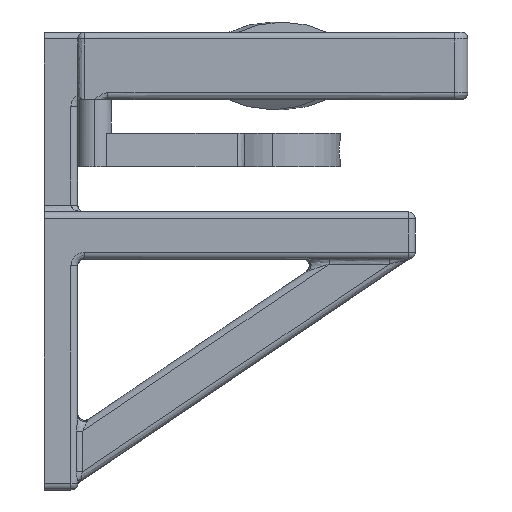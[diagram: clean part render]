
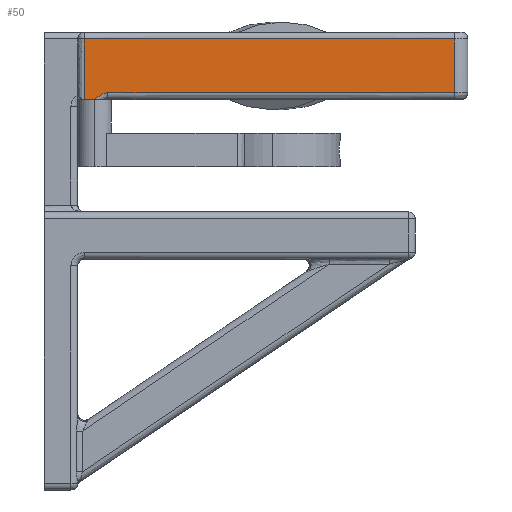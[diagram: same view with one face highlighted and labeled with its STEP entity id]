
A CAD part, left-side view. The second image highlights one B-rep face of the part: STEP entity #50.
In plain terms, the highlighted planar face has unit normal (-1, 0, 0).
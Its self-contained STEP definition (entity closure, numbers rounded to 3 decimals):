
#50 = ADVANCED_FACE ( 'NONE', ( #870 ), #11332, .F. ) ;
#184 = CARTESIAN_POINT ( 'NONE',  ( -30., 9.664, 9. ) ) ;
#341 = VECTOR ( 'NONE', #9006, 1000. ) ;
#660 = AXIS2_PLACEMENT_3D ( 'NONE', #5920, #8753, #9461 ) ;
#735 = CARTESIAN_POINT ( 'NONE',  ( -30., 24.491, 1. ) ) ;
#790 = CARTESIAN_POINT ( 'NONE',  ( -30., 27.991, 9. ) ) ;
#870 = FACE_OUTER_BOUND ( 'NONE', #2627, .T. ) ;
#1135 = ORIENTED_EDGE ( 'NONE', *, *, #8415, .T. ) ;
#1371 = VERTEX_POINT ( 'NONE', #8395 ) ;
#1604 = CARTESIAN_POINT ( 'NONE',  ( -30., 25.685, 0.605 ) ) ;
#1780 = CARTESIAN_POINT ( 'NONE',  ( -30., 27.991, 0.024 ) ) ;
#1988 = ORIENTED_EDGE ( 'NONE', *, *, #7404, .T. ) ;
#2040 = CARTESIAN_POINT ( 'NONE',  ( -30., -8.664, 9. ) ) ;
#2472 = CARTESIAN_POINT ( 'NONE',  ( -30., 27.991, 0.024 ) ) ;
#2607 = CARTESIAN_POINT ( 'NONE',  ( -30., -26.991, 9. ) ) ;
#2627 = EDGE_LOOP ( 'NONE', ( #6695, #1135, #1988, #9919, #5514, #6581 ) ) ;
#2807 = CARTESIAN_POINT ( 'NONE',  ( -30., 26.025, 0.37 ) ) ;
#2974 = EDGE_CURVE ( 'NONE', #8141, #6791, #3790, .T. ) ;
#3027 = CARTESIAN_POINT ( 'NONE',  ( -30., 27.991, 9. ) ) ;
#3085 = VERTEX_POINT ( 'NONE', #4994 ) ;
#3465 = CARTESIAN_POINT ( 'NONE',  ( -30., 25.573, 0.671 ) ) ;
#3732 = CARTESIAN_POINT ( 'NONE',  ( -30., 25.818, 0.519 ) ) ;
#3790 = LINE ( 'NONE', #6346, #10964 ) ;
#3832 = VERTEX_POINT ( 'NONE', #1780 ) ;
#4598 = CARTESIAN_POINT ( 'NONE',  ( -30., 26.034, 0.363 ) ) ;
#4721 = B_SPLINE_CURVE_WITH_KNOTS ( 'NONE', 3,
 ( #8653, #5989, #6045, #10467 ),
 .UNSPECIFIED., .F., .F.,
 ( 4, 4 ),
 ( 0., 1. ),
 .UNSPECIFIED. ) ;
#4994 = CARTESIAN_POINT ( 'NONE',  ( -30., 24.491, 1. ) ) ;
#5132 = CARTESIAN_POINT ( 'NONE',  ( -30., 25.564, 0.676 ) ) ;
#5514 = ORIENTED_EDGE ( 'NONE', *, *, #6453, .T. ) ;
#5920 = CARTESIAN_POINT ( 'NONE',  ( -30., 25., 10. ) ) ;
#5959 = CARTESIAN_POINT ( 'NONE',  ( -30., 25.587, 0.663 ) ) ;
#5989 = CARTESIAN_POINT ( 'NONE',  ( -30., 7.33, 1. ) ) ;
#6045 = CARTESIAN_POINT ( 'NONE',  ( -30., -9.83, 1. ) ) ;
#6065 = CARTESIAN_POINT ( 'NONE',  ( -30., 26.462, 0.024 ) ) ;
#6321 = EDGE_CURVE ( 'NONE', #1371, #3085, #9442, .T. ) ;
#6346 = CARTESIAN_POINT ( 'NONE',  ( -30., -26.991, 10. ) ) ;
#6347 = CARTESIAN_POINT ( 'NONE',  ( -30., 25.619, 0.644 ) ) ;
#6453 = EDGE_CURVE ( 'NONE', #3085, #8141, #4721, .T. ) ;
#6581 = ORIENTED_EDGE ( 'NONE', *, *, #2974, .T. ) ;
#6655 = EDGE_CURVE ( 'NONE', #6791, #7206, #11240, .T. ) ;
#6695 = ORIENTED_EDGE ( 'NONE', *, *, #6655, .T. ) ;
#6791 = VERTEX_POINT ( 'NONE', #2607 ) ;
#6948 = CARTESIAN_POINT ( 'NONE',  ( -30., 26.029, 0.367 ) ) ;
#7206 = VERTEX_POINT ( 'NONE', #8379 ) ;
#7329 = DIRECTION ( 'NONE',  ( 0., 0., 1. ) ) ;
#7404 = EDGE_CURVE ( 'NONE', #3832, #1371, #9880, .T. ) ;
#7919 = CARTESIAN_POINT ( 'NONE',  ( -30., 26.046, 0.354 ) ) ;
#7973 = CARTESIAN_POINT ( 'NONE',  ( -30., 27.991, 6.008 ) ) ;
#8123 = CARTESIAN_POINT ( 'NONE',  ( -30., -26.991, 9. ) ) ;
#8137 = CARTESIAN_POINT ( 'NONE',  ( -30., 25.939, 0.434 ) ) ;
#8141 = VERTEX_POINT ( 'NONE', #8797 ) ;
#8379 = CARTESIAN_POINT ( 'NONE',  ( -30., 27.991, 9. ) ) ;
#8395 = CARTESIAN_POINT ( 'NONE',  ( -30., 26.462, 0.024 ) ) ;
#8415 = EDGE_CURVE ( 'NONE', #7206, #3832, #11028, .T. ) ;
#8653 = CARTESIAN_POINT ( 'NONE',  ( -30., 24.491, 1. ) ) ;
#8674 = CARTESIAN_POINT ( 'NONE',  ( -30., 24.827, 1. ) ) ;
#8753 = DIRECTION ( 'NONE',  ( 1., 0., 0. ) ) ;
#8786 = CARTESIAN_POINT ( 'NONE',  ( -30., 26.124, 0.294 ) ) ;
#8797 = CARTESIAN_POINT ( 'NONE',  ( -30., -26.991, 1. ) ) ;
#9006 = DIRECTION ( 'NONE',  ( 0., -1., 0. ) ) ;
#9010 = CARTESIAN_POINT ( 'NONE',  ( -30., 26.071, 0.335 ) ) ;
#9442 = B_SPLINE_CURVE_WITH_KNOTS ( 'NONE', 3,
 ( #6065, #9609, #9553, #8786, #9010, #7919, #4598, #6948, #10761, #2807, #8137, #3732, #1604, #6347, #5959, #3465, #5132, #11425, #10374, #8674, #735 ),
 .UNSPECIFIED., .F., .F.,
 ( 4, 1, 1, 1, 1, 1, 2, 2, 1, 1, 1, 1, 2, 2, 4 ),
 ( 0., 0.125, 0.187, 0.219, 0.234, 0.242, 0.246, 0.25, 0.375, 0.437, 0.469, 0.484, 0.492, 0.5, 1. ),
 .UNSPECIFIED. ) ;
#9461 = DIRECTION ( 'NONE',  ( 0., 0., -1. ) ) ;
#9553 = CARTESIAN_POINT ( 'NONE',  ( -30., 26.243, 0.201 ) ) ;
#9609 = CARTESIAN_POINT ( 'NONE',  ( -30., 26.369, 0.1 ) ) ;
#9654 = CARTESIAN_POINT ( 'NONE',  ( -30., 28.991, 0.024 ) ) ;
#9880 = LINE ( 'NONE', #9654, #341 ) ;
#9919 = ORIENTED_EDGE ( 'NONE', *, *, #6321, .T. ) ;
#10374 = CARTESIAN_POINT ( 'NONE',  ( -30., 25.182, 0.894 ) ) ;
#10467 = CARTESIAN_POINT ( 'NONE',  ( -30., -26.991, 1. ) ) ;
#10489 = CARTESIAN_POINT ( 'NONE',  ( -30., 27.991, 3.016 ) ) ;
#10761 = CARTESIAN_POINT ( 'NONE',  ( -30., 26.026, 0.369 ) ) ;
#10964 = VECTOR ( 'NONE', #7329, 1000. ) ;
#11028 = B_SPLINE_CURVE_WITH_KNOTS ( 'NONE', 3,
 ( #790, #7973, #10489, #2472 ),
 .UNSPECIFIED., .F., .F.,
 ( 4, 4 ),
 ( 0., 1. ),
 .UNSPECIFIED. ) ;
#11240 = B_SPLINE_CURVE_WITH_KNOTS ( 'NONE', 3,
 ( #8123, #2040, #184, #3027 ),
 .UNSPECIFIED., .F., .F.,
 ( 4, 4 ),
 ( 0., 0.982 ),
 .UNSPECIFIED. ) ;
#11332 = PLANE ( 'NONE',  #660 ) ;
#11425 = CARTESIAN_POINT ( 'NONE',  ( -30., 25.561, 0.678 ) ) ;
